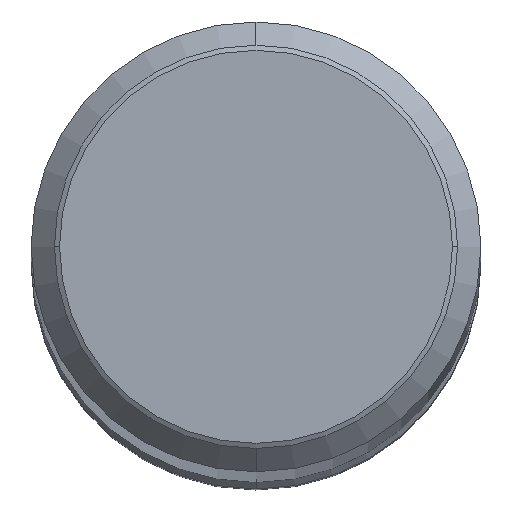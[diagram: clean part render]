
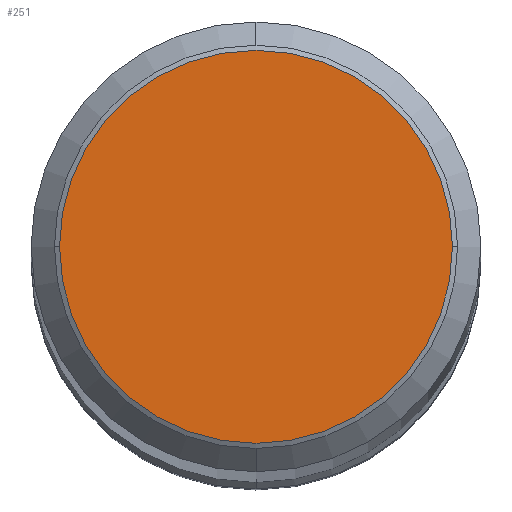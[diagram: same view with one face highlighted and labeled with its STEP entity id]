
A CAD part, top view. The second image highlights one B-rep face of the part: STEP entity #251.
In plain terms, the highlighted planar face has unit normal (0, 0, 1).
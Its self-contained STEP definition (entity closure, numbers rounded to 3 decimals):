
#169=EDGE_CURVE('',#213,#183,#367,.T.);
#171=EDGE_CURVE('',#183,#213,#369,.T.);
#183=VERTEX_POINT('',#382);
#213=VERTEX_POINT('',#414);
#251=ADVANCED_FACE('',(#458),#459,.T.);
#367=CIRCLE('',#586,13.105);
#369=CIRCLE('',#589,13.105);
#382=CARTESIAN_POINT('',(13.105,0.,658.75));
#414=CARTESIAN_POINT('',(-13.105,0.,658.75));
#458=FACE_OUTER_BOUND('',#707,.T.);
#459=PLANE('',#708);
#586=AXIS2_PLACEMENT_3D('',#849,#850,#851);
#589=AXIS2_PLACEMENT_3D('',#852,#853,#854);
#707=EDGE_LOOP('',(#973,#974));
#708=AXIS2_PLACEMENT_3D('',#975,#976,#977);
#849=CARTESIAN_POINT('',(0.,0.0,658.75));
#850=DIRECTION('',(0.0,0.0,1.0));
#851=DIRECTION('',(-1.0,0.,0.0));
#852=CARTESIAN_POINT('',(0.,0.0,658.75));
#853=DIRECTION('',(0.0,0.0,1.0));
#854=DIRECTION('',(-1.0,0.,0.0));
#973=ORIENTED_EDGE('',*,*,#169,.T.);
#974=ORIENTED_EDGE('',*,*,#171,.T.);
#975=CARTESIAN_POINT('',(0.,-6.625,658.75));
#976=DIRECTION('',(0.0,0.0,1.0));
#977=DIRECTION('',(0.,-1.0,0.0));
